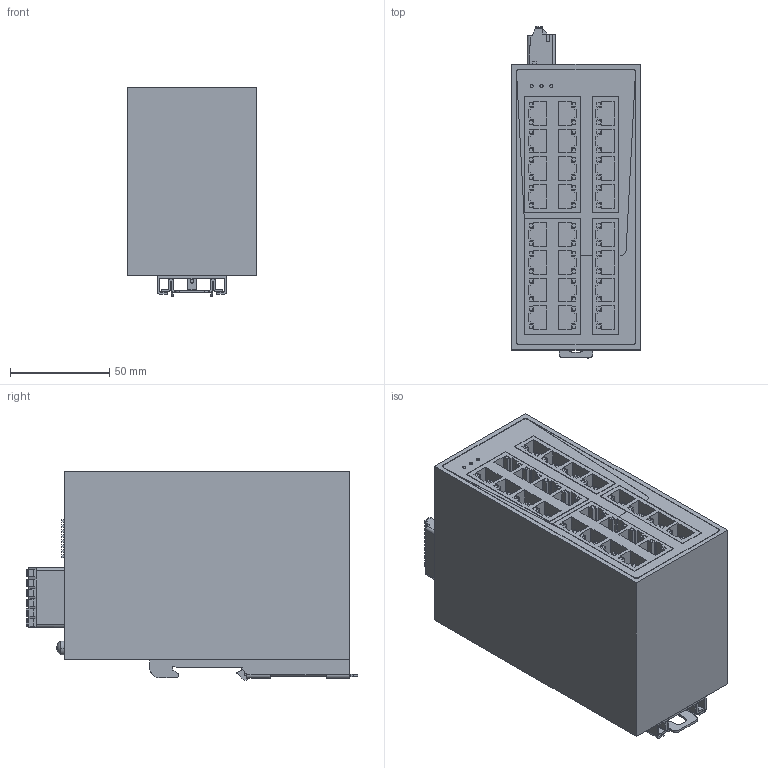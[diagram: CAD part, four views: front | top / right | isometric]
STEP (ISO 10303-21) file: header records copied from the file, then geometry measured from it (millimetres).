
FILE_DESCRIPTION(('CATIA V5 STEP Exchange','CAx-IF Rec.Pracs.--- Model Styling and Organization---1.5--- 2016-08-15','CAx-IF Rec.Pracs.---Supplemental Geometry---1.0---2011-11-01','CAx-IF Rec.Pracs.--- Composite Materials ---1.1---2010-07-15'),'2;1');
FILE_NAME ('D1623547_0', '2024-08-12T07:41:47+00:00', ('none'), ('Weidmueller'), 'CATIA Version 5-6 Release 2022 SP4 HF5', 'CATIA V5 STEP AP214 v3', 'none');
FILE_SCHEMA(('AUTOMOTIVE_DESIGN { 1 0 10303 214 1 1 1 1 }'));
Length unit declared in the file: millimetre
Products named in the file (1): S3D_IE_SW_BLB_24_24TX
Bounding box: 65 x 167.38 x 105.4 mm (x, y, z)
Volume: 877026.2 mm3; surface area: 83746.7 mm2
Topology: 1 solids, 1 shells, 1171 faces, 3282 edges, 2224 vertices
Faces by surface type: plane 1027, cylinder 104, extrusion 26, torus 12, sphere 2
Entity records: 37046 total; most frequent: CARTESIAN_POINT 7839, ORIENTED_EDGE 6564, DIRECTION 4415, EDGE_CURVE 3282, VECTOR 2792, LINE 2766, VERTEX_POINT 2224, EDGE_LOOP 1284
